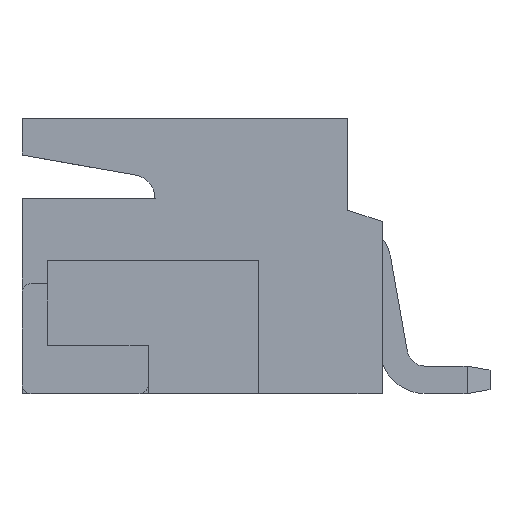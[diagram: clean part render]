
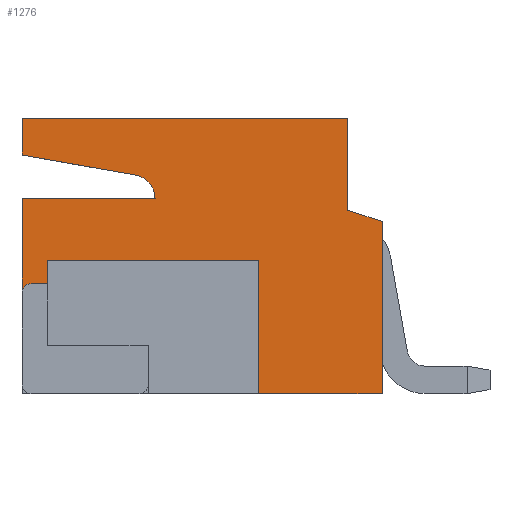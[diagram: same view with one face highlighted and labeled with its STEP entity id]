
A CAD part, left-side view. The second image highlights one B-rep face of the part: STEP entity #1276.
In plain terms, the highlighted planar face has unit normal (-1, 0, 0).
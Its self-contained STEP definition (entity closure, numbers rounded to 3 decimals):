
#31 = VECTOR ( 'NONE', #2276, 1000. ) ;
#86 = VECTOR ( 'NONE', #2953, 1000. ) ;
#179 = EDGE_CURVE ( 'NONE', #5386, #5595, #6861, .T. ) ;
#233 = CARTESIAN_POINT ( 'NONE',  ( -5.05, -0.844, 4.787 ) ) ;
#349 = ORIENTED_EDGE ( 'NONE', *, *, #7325, .T. ) ;
#477 = DIRECTION ( 'NONE',  ( 1., 0., 0. ) ) ;
#491 = VERTEX_POINT ( 'NONE', #4958 ) ;
#670 = VERTEX_POINT ( 'NONE', #3502 ) ;
#760 = CARTESIAN_POINT ( 'NONE',  ( -5.05, 0.95, 1.05 ) ) ;
#787 = VERTEX_POINT ( 'NONE', #6350 ) ;
#848 = CARTESIAN_POINT ( 'NONE',  ( -5.05, 0.95, 2.9 ) ) ;
#916 = CARTESIAN_POINT ( 'NONE',  ( -5.05, -1.25, 1.05 ) ) ;
#969 = CARTESIAN_POINT ( 'NONE',  ( -5.05, -3.65, 0. ) ) ;
#1193 = CARTESIAN_POINT ( 'NONE',  ( -5.05, -5.6, 4. ) ) ;
#1276 = ADVANCED_FACE ( 'NONE', ( #3759 ), #4342, .F. ) ;
#1303 = VECTOR ( 'NONE', #6640, 1000. ) ;
#1411 = VECTOR ( 'NONE', #5922, 1000. ) ;
#1494 = EDGE_CURVE ( 'NONE', #7654, #3499, #1750, .T. ) ;
#1499 = ORIENTED_EDGE ( 'NONE', *, *, #2032, .F. ) ;
#1518 = LINE ( 'NONE', #1780, #8133 ) ;
#1536 = CARTESIAN_POINT ( 'NONE',  ( -5.05, 0.95, 2.9 ) ) ;
#1610 = LINE ( 'NONE', #6735, #86 ) ;
#1645 = VECTOR ( 'NONE', #7850, 1000. ) ;
#1682 = ORIENTED_EDGE ( 'NONE', *, *, #2417, .F. ) ;
#1750 = LINE ( 'NONE', #7534, #3275 ) ;
#1780 = CARTESIAN_POINT ( 'NONE',  ( -5.05, -5.6, 6. ) ) ;
#1803 = LINE ( 'NONE', #760, #1411 ) ;
#1908 = VECTOR ( 'NONE', #6859, 1000. ) ;
#2010 = VERTEX_POINT ( 'NONE', #916 ) ;
#2032 = EDGE_CURVE ( 'NONE', #2226, #670, #7253, .T. ) ;
#2087 = ORIENTED_EDGE ( 'NONE', *, *, #5288, .T. ) ;
#2150 = VECTOR ( 'NONE', #6701, 1000. ) ;
#2161 = CARTESIAN_POINT ( 'NONE',  ( -5.05, -1.835, 0.2 ) ) ;
#2188 = EDGE_CURVE ( 'NONE', #4518, #2523, #1518, .T. ) ;
#2226 = VERTEX_POINT ( 'NONE', #3151 ) ;
#2276 = DIRECTION ( 'NONE',  ( 0., 0., -1. ) ) ;
#2417 = EDGE_CURVE ( 'NONE', #491, #2010, #1803, .T. ) ;
#2422 = VECTOR ( 'NONE', #5388, 1000. ) ;
#2427 = VECTOR ( 'NONE', #2883, 1000. ) ;
#2436 = VECTOR ( 'NONE', #5804, 1000. ) ;
#2493 = DIRECTION ( 'NONE',  ( 0., -0.949, -0.316 ) ) ;
#2523 = VERTEX_POINT ( 'NONE', #7955 ) ;
#2841 = LINE ( 'NONE', #2161, #1303 ) ;
#2858 = LINE ( 'NONE', #6430, #2436 ) ;
#2883 = DIRECTION ( 'NONE',  ( 0., -0.985, -0.174 ) ) ;
#2953 = DIRECTION ( 'NONE',  ( 0., 1., 0. ) ) ;
#3005 = ORIENTED_EDGE ( 'NONE', *, *, #7897, .F. ) ;
#3030 = CARTESIAN_POINT ( 'NONE',  ( -5.05, 0.95, 2.4 ) ) ;
#3151 = CARTESIAN_POINT ( 'NONE',  ( -5.05, 1.5, 5.2 ) ) ;
#3153 = VECTOR ( 'NONE', #5774, 1000. ) ;
#3179 = VECTOR ( 'NONE', #7267, 1000. ) ;
#3209 = ORIENTED_EDGE ( 'NONE', *, *, #6080, .T. ) ;
#3275 = VECTOR ( 'NONE', #7401, 1000. ) ;
#3349 = VECTOR ( 'NONE', #7020, 1000. ) ;
#3398 = ORIENTED_EDGE ( 'NONE', *, *, #6952, .F. ) ;
#3499 = VERTEX_POINT ( 'NONE', #8125 ) ;
#3502 = CARTESIAN_POINT ( 'NONE',  ( -5.05, 1.5, 6. ) ) ;
#3507 = CARTESIAN_POINT ( 'NONE',  ( -5.05, 1.5, 0. ) ) ;
#3552 = LINE ( 'NONE', #4666, #1645 ) ;
#3708 = CARTESIAN_POINT ( 'NONE',  ( -5.05, -6.35, 0. ) ) ;
#3710 = DIRECTION ( 'NONE',  ( 0., 0., -1. ) ) ;
#3743 = ORIENTED_EDGE ( 'NONE', *, *, #7052, .F. ) ;
#3752 = EDGE_CURVE ( 'NONE', #4552, #6232, #2858, .T. ) ;
#3759 = FACE_OUTER_BOUND ( 'NONE', #3966, .T. ) ;
#3911 = CIRCLE ( 'NONE', #5211, 0.523 ) ;
#3966 = EDGE_LOOP ( 'NONE', ( #7695, #6210, #3005, #6407, #8289, #1682, #3398, #5084, #349, #2087, #5483, #3743, #6220, #7915, #6417, #8112, #1499, #3209 ) ) ;
#4221 = EDGE_CURVE ( 'NONE', #670, #4518, #5514, .T. ) ;
#4342 = PLANE ( 'NONE',  #7274 ) ;
#4354 = DIRECTION ( 'NONE',  ( 1., 0., 0. ) ) ;
#4353 = CARTESIAN_POINT ( 'NONE',  ( -5.05, -0.877, 4.25 ) ) ;
#4375 = DIRECTION ( 'NONE',  ( 0., 0., -1. ) ) ;
#4399 = CARTESIAN_POINT ( 'NONE',  ( -5.05, -0.968, 4.765 ) ) ;
#4518 = VERTEX_POINT ( 'NONE', #7229 ) ;
#4523 = LINE ( 'NONE', #6030, #2422 ) ;
#4552 = VERTEX_POINT ( 'NONE', #7909 ) ;
#4666 = CARTESIAN_POINT ( 'NONE',  ( -5.05, 1.5, 0. ) ) ;
#4789 = CARTESIAN_POINT ( 'NONE',  ( -5.05, -3.65, 2.9 ) ) ;
#4887 = EDGE_CURVE ( 'NONE', #787, #2010, #6738, .T. ) ;
#4916 = EDGE_CURVE ( 'NONE', #7137, #7746, #6565, .T. ) ;
#4958 = CARTESIAN_POINT ( 'NONE',  ( -5.05, -3.15, 1.05 ) ) ;
#4989 = DIRECTION ( 'NONE',  ( 0., 0., -1. ) ) ;
#5081 = CARTESIAN_POINT ( 'NONE',  ( -5.05, 1.5, 0.2 ) ) ;
#5084 = ORIENTED_EDGE ( 'NONE', *, *, #4916, .F. ) ;
#5211 = AXIS2_PLACEMENT_3D ( 'NONE', #4353, #477, #4989 ) ;
#5288 = EDGE_CURVE ( 'NONE', #6945, #5386, #6820, .T. ) ;
#5386 = VERTEX_POINT ( 'NONE', #4789 ) ;
#5388 = DIRECTION ( 'NONE',  ( 0., 0., -1. ) ) ;
#5483 = ORIENTED_EDGE ( 'NONE', *, *, #179, .T. ) ;
#5514 = LINE ( 'NONE', #6240, #1908 ) ;
#5592 = VERTEX_POINT ( 'NONE', #4399 ) ;
#5595 = VERTEX_POINT ( 'NONE', #5669 ) ;
#5603 = VERTEX_POINT ( 'NONE', #5081 ) ;
#5658 = CARTESIAN_POINT ( 'NONE',  ( -5.05, -1.4, 4.25 ) ) ;
#5669 = CARTESIAN_POINT ( 'NONE',  ( -5.05, -3.65, 0. ) ) ;
#5774 = DIRECTION ( 'NONE',  ( 0., -1., 0. ) ) ;
#5804 = DIRECTION ( 'NONE',  ( 0., 0., -1. ) ) ;
#5922 = DIRECTION ( 'NONE',  ( 0., 1., 0. ) ) ;
#5984 = CARTESIAN_POINT ( 'NONE',  ( -5.05, -3.65, 2.9 ) ) ;
#6030 = CARTESIAN_POINT ( 'NONE',  ( -5.05, -3.15, 1.05 ) ) ;
#6080 = EDGE_CURVE ( 'NONE', #2226, #5592, #7535, .T. ) ;
#6210 = ORIENTED_EDGE ( 'NONE', *, *, #1494, .T. ) ;
#6220 = ORIENTED_EDGE ( 'NONE', *, *, #3752, .F. ) ;
#6232 = VERTEX_POINT ( 'NONE', #3708 ) ;
#6240 = CARTESIAN_POINT ( 'NONE',  ( -5.05, 1.5, 6. ) ) ;
#6295 = CARTESIAN_POINT ( 'NONE',  ( -5.05, 0., 0. ) ) ;
#6350 = CARTESIAN_POINT ( 'NONE',  ( -5.05, -1.25, 0.2 ) ) ;
#6405 = CARTESIAN_POINT ( 'NONE',  ( -5.05, -1.25, 1.05 ) ) ;
#6407 = ORIENTED_EDGE ( 'NONE', *, *, #6897, .F. ) ;
#6417 = ORIENTED_EDGE ( 'NONE', *, *, #2188, .F. ) ;
#6430 = CARTESIAN_POINT ( 'NONE',  ( -5.05, -6.35, 3.75 ) ) ;
#6565 = LINE ( 'NONE', #7682, #3153 ) ;
#6592 = LINE ( 'NONE', #848, #3179 ) ;
#6605 = EDGE_CURVE ( 'NONE', #5592, #7654, #3911, .T. ) ;
#6616 = DIRECTION ( 'NONE',  ( 0., -1., 0. ) ) ;
#6640 = DIRECTION ( 'NONE',  ( 0., 1., 0. ) ) ;
#6701 = DIRECTION ( 'NONE',  ( 0., 0., 1. ) ) ;
#6735 = CARTESIAN_POINT ( 'NONE',  ( -5.05, -6.35, 0. ) ) ;
#6738 = LINE ( 'NONE', #6405, #3349 ) ;
#6820 = LINE ( 'NONE', #5984, #7440 ) ;
#6859 = DIRECTION ( 'NONE',  ( 0., -1., 0. ) ) ;
#6861 = LINE ( 'NONE', #969, #31 ) ;
#6897 = EDGE_CURVE ( 'NONE', #787, #5603, #2841, .T. ) ;
#6945 = VERTEX_POINT ( 'NONE', #1536 ) ;
#6952 = EDGE_CURVE ( 'NONE', #7746, #491, #4523, .T. ) ;
#7020 = DIRECTION ( 'NONE',  ( 0., 0., 1. ) ) ;
#7023 = CARTESIAN_POINT ( 'NONE',  ( -5.05, -3.15, 2.4 ) ) ;
#7052 = EDGE_CURVE ( 'NONE', #6232, #5595, #1610, .T. ) ;
#7137 = VERTEX_POINT ( 'NONE', #3030 ) ;
#7229 = CARTESIAN_POINT ( 'NONE',  ( -5.05, -5.6, 6. ) ) ;
#7253 = LINE ( 'NONE', #3507, #2150 ) ;
#7267 = DIRECTION ( 'NONE',  ( 0., 0., 1. ) ) ;
#7274 = AXIS2_PLACEMENT_3D ( 'NONE', #6295, #4354, #4375 ) ;
#7325 = EDGE_CURVE ( 'NONE', #7137, #6945, #6592, .T. ) ;
#7401 = DIRECTION ( 'NONE',  ( 0., 1., 0. ) ) ;
#7435 = VECTOR ( 'NONE', #2493, 1000. ) ;
#7440 = VECTOR ( 'NONE', #6616, 1000. ) ;
#7534 = CARTESIAN_POINT ( 'NONE',  ( -5.05, 0., 4.25 ) ) ;
#7535 = LINE ( 'NONE', #233, #2427 ) ;
#7646 = LINE ( 'NONE', #1193, #7435 ) ;
#7654 = VERTEX_POINT ( 'NONE', #5658 ) ;
#7682 = CARTESIAN_POINT ( 'NONE',  ( -5.05, 0.95, 2.4 ) ) ;
#7695 = ORIENTED_EDGE ( 'NONE', *, *, #6605, .T. ) ;
#7746 = VERTEX_POINT ( 'NONE', #7023 ) ;
#7850 = DIRECTION ( 'NONE',  ( 0., 0., 1. ) ) ;
#7897 = EDGE_CURVE ( 'NONE', #5603, #3499, #3552, .T. ) ;
#7909 = CARTESIAN_POINT ( 'NONE',  ( -5.05, -6.35, 3.75 ) ) ;
#7915 = ORIENTED_EDGE ( 'NONE', *, *, #8231, .F. ) ;
#7955 = CARTESIAN_POINT ( 'NONE',  ( -5.05, -5.6, 4. ) ) ;
#8112 = ORIENTED_EDGE ( 'NONE', *, *, #4221, .F. ) ;
#8125 = CARTESIAN_POINT ( 'NONE',  ( -5.05, 1.5, 4.25 ) ) ;
#8133 = VECTOR ( 'NONE', #3710, 1000. ) ;
#8231 = EDGE_CURVE ( 'NONE', #2523, #4552, #7646, .T. ) ;
#8289 = ORIENTED_EDGE ( 'NONE', *, *, #4887, .T. ) ;
